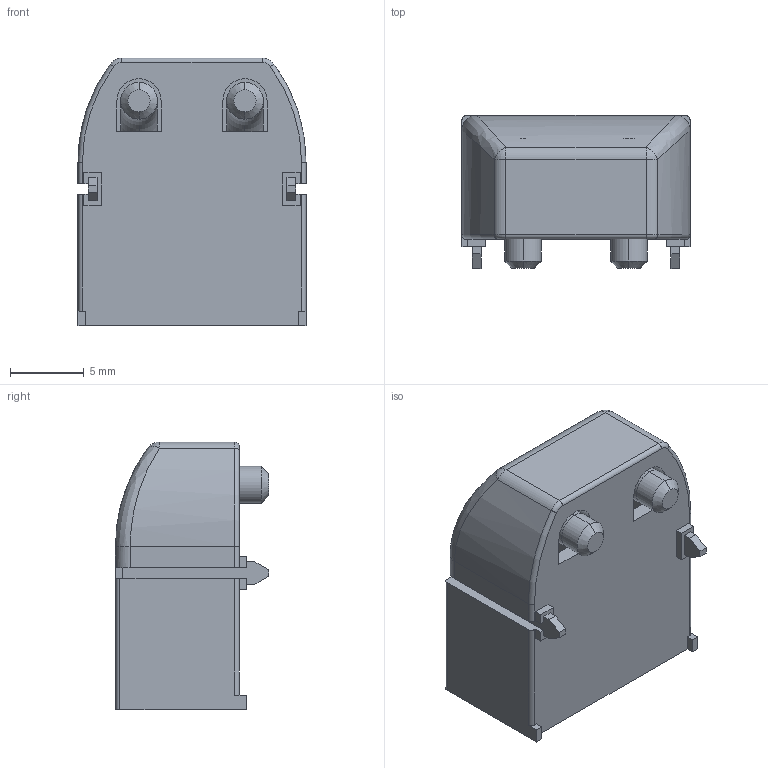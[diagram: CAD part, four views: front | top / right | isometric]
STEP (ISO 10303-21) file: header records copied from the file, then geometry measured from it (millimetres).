
FILE_DESCRIPTION (( 'STEP AP214' ), '1' );
FILE_NAME ('XT60PW MALE.STEP', '2021-01-08T18:49:28', ( '' ), ( '' ), 'SwSTEP 2.0', 'SolidWorks 2019', '' );
FILE_SCHEMA (( 'AUTOMOTIVE_DESIGN' ));
Length unit declared in the file: millimetre
Products named in the file (1): XT60PW MALE
Bounding box: 15.5 x 10.4 x 18.2 mm (x, y, z)
Volume: 1467.4 mm3; surface area: 2062.4 mm2
Topology: 1 solids, 1 shells, 183 faces, 483 edges, 312 vertices
Faces by surface type: plane 118, cylinder 41, torus 16, cone 4, bspline 2, sphere 2
Entity records: 7714 total; most frequent: CARTESIAN_POINT 1165, ORIENTED_EDGE 966, DIRECTION 951, EDGE_CURVE 483, VECTOR 339, LINE 339, VERTEX_POINT 312, AXIS2_PLACEMENT_3D 306
